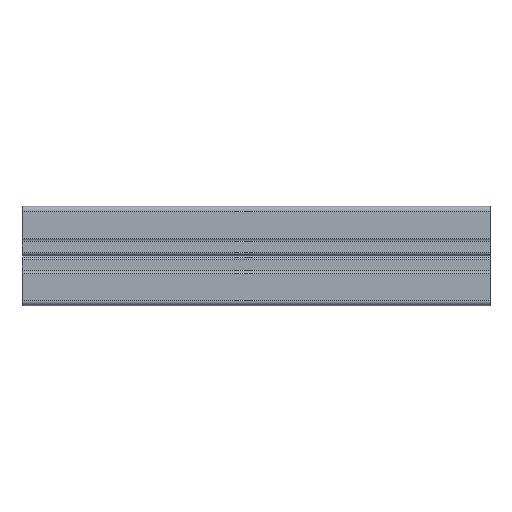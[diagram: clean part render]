
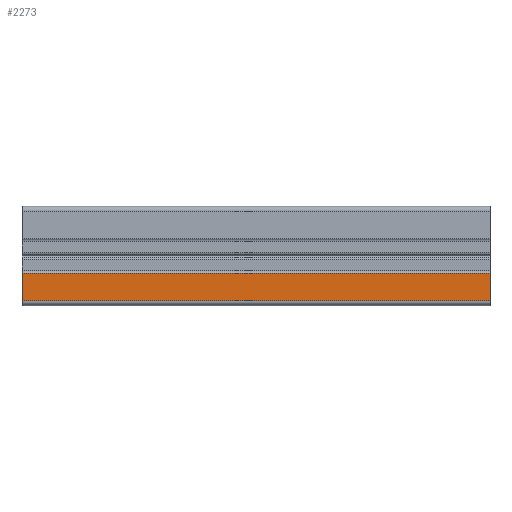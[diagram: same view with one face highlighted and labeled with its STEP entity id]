
A CAD part, left-side view. The second image highlights one B-rep face of the part: STEP entity #2273.
In plain terms, the highlighted planar face has unit normal (-1, 0, 0).
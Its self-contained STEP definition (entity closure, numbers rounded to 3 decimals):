
#9 = ORIENTED_EDGE ( 'NONE', *, *, #2657, .F. ) ;
#107 = EDGE_CURVE ( 'NONE', #3453, #1529, #4135, .T. ) ;
#164 = CARTESIAN_POINT ( 'NONE',  ( 0., 0., 0. ) ) ;
#190 = CARTESIAN_POINT ( 'NONE',  ( 0., 94., 0. ) ) ;
#264 = CARTESIAN_POINT ( 'NONE',  ( 0., 94., -19. ) ) ;
#432 = EDGE_CURVE ( 'NONE', #2903, #2347, #3800, .T. ) ;
#518 = DIRECTION ( 'NONE',  ( 0., 0., -1. ) ) ;
#541 = CARTESIAN_POINT ( 'NONE',  ( 0., 0., -19. ) ) ;
#841 = DIRECTION ( 'NONE',  ( 0., 0., 1. ) ) ;
#1097 = ORIENTED_EDGE ( 'NONE', *, *, #1273, .T. ) ;
#1273 = EDGE_CURVE ( 'NONE', #3453, #2903, #2868, .T. ) ;
#1406 = VECTOR ( 'NONE', #3494, 1000. ) ;
#1479 = PLANE ( 'NONE',  #4005 ) ;
#1529 = VERTEX_POINT ( 'NONE', #3208 ) ;
#1557 = CARTESIAN_POINT ( 'NONE',  ( 0., 94., -19. ) ) ;
#1655 = EDGE_LOOP ( 'NONE', ( #1097, #3559, #9, #3973 ) ) ;
#1801 = CARTESIAN_POINT ( 'NONE',  ( 0., 94., -13.5 ) ) ;
#1861 = VECTOR ( 'NONE', #2897, 1000. ) ;
#2273 = ADVANCED_FACE ( 'NONE', ( #3965 ), #1479, .T. ) ;
#2347 = VERTEX_POINT ( 'NONE', #541 ) ;
#2415 = LINE ( 'NONE', #164, #4083 ) ;
#2424 = DIRECTION ( 'NONE',  ( -1., 0., 0. ) ) ;
#2541 = CARTESIAN_POINT ( 'NONE',  ( 0., 94., -13.5 ) ) ;
#2553 = DIRECTION ( 'NONE',  ( 0., 0., -1. ) ) ;
#2657 = EDGE_CURVE ( 'NONE', #1529, #2347, #2415, .T. ) ;
#2831 = VECTOR ( 'NONE', #2553, 1000. ) ;
#2868 = LINE ( 'NONE', #3538, #2831 ) ;
#2897 = DIRECTION ( 'NONE',  ( 0., -1., 0. ) ) ;
#2903 = VERTEX_POINT ( 'NONE', #264 ) ;
#3208 = CARTESIAN_POINT ( 'NONE',  ( 0., 0., -13.5 ) ) ;
#3453 = VERTEX_POINT ( 'NONE', #1801 ) ;
#3494 = DIRECTION ( 'NONE',  ( 0., -1., 0. ) ) ;
#3538 = CARTESIAN_POINT ( 'NONE',  ( 0., 94., 0. ) ) ;
#3559 = ORIENTED_EDGE ( 'NONE', *, *, #432, .T. ) ;
#3800 = LINE ( 'NONE', #1557, #1861 ) ;
#3965 = FACE_OUTER_BOUND ( 'NONE', #1655, .T. ) ;
#3973 = ORIENTED_EDGE ( 'NONE', *, *, #107, .F. ) ;
#4005 = AXIS2_PLACEMENT_3D ( 'NONE', #190, #2424, #841 ) ;
#4083 = VECTOR ( 'NONE', #518, 1000. ) ;
#4135 = LINE ( 'NONE', #2541, #1406 ) ;
